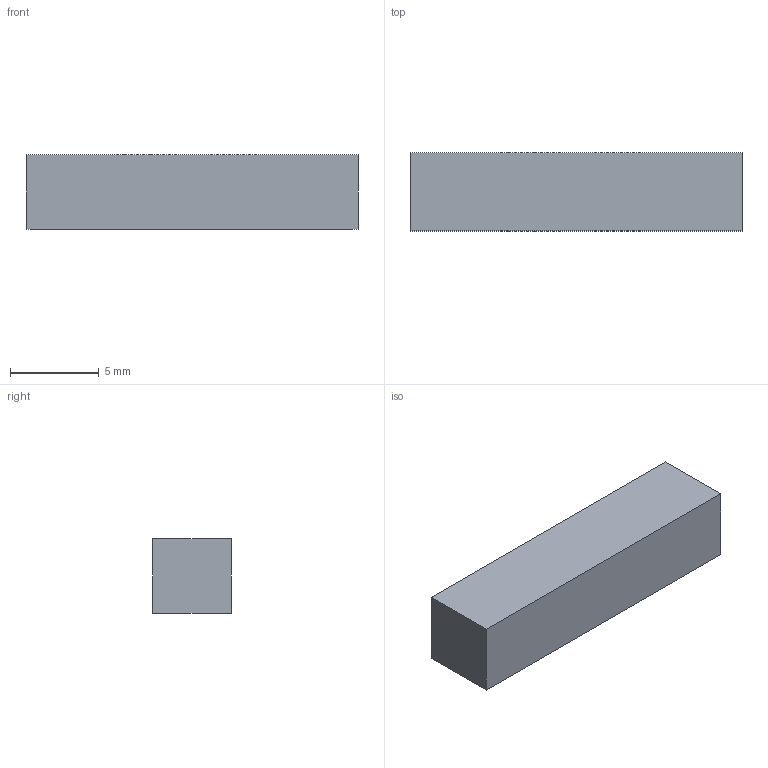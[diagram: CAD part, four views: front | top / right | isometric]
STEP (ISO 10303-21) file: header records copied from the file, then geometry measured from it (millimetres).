
FILE_DESCRIPTION(('FreeCAD Model'),'2;1');
FILE_NAME('Open CASCADE Shape Model','2025-10-11T15:28:40',('Author'),( ''),'Open CASCADE STEP processor 7.8','FreeCAD','Unknown');
FILE_SCHEMA(('AUTOMOTIVE_DESIGN { 1 0 10303 214 1 1 1 1 }'));
Length unit declared in the file: millimetre
Products named in the file (1): Shape
Bounding box: 18.7 x 4.4 x 4.2 mm (x, y, z)
Volume: 204.9 mm3; surface area: 572.2 mm2
Topology: 16 solids, 16 shells, 101 faces, 204 edges, 136 vertices
Faces by surface type: plane 101
Entity records: 2705 total; most frequent: CARTESIAN_POINT 442, DIRECTION 408, ORIENTED_EDGE 408, EDGE_CURVE 204, LINE 204, VECTOR 204, VERTEX_POINT 136, AXIS2_PLACEMENT_3D 102
